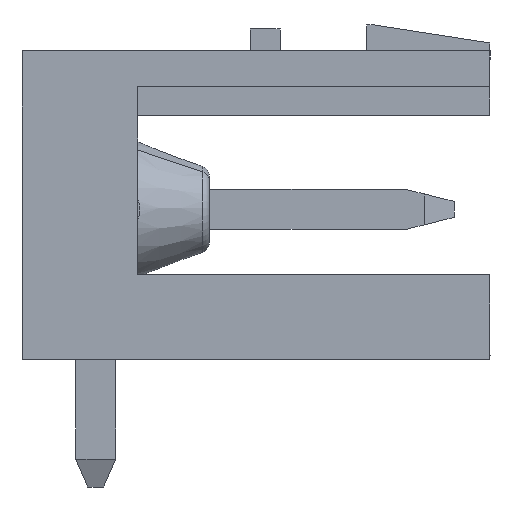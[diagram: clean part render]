
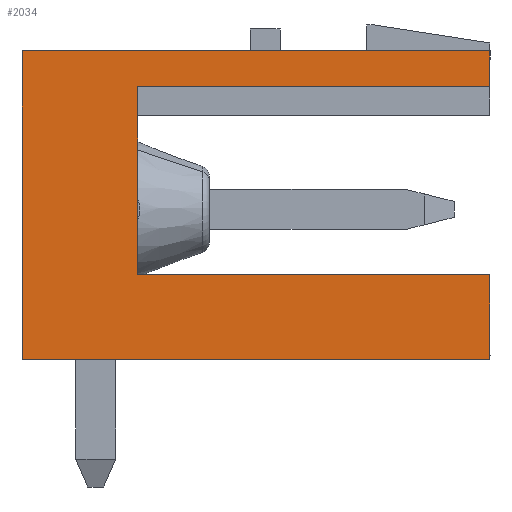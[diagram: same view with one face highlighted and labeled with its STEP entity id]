
A CAD part, left-side view. The second image highlights one B-rep face of the part: STEP entity #2034.
In plain terms, the highlighted planar face has unit normal (-1, 0, 0).
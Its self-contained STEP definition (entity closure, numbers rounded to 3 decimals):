
#1982=AXIS2_PLACEMENT_3D('Plane Axis2P3D',#1979,#1980,#1981) ;
#573=CARTESIAN_POINT('Vertex',(0.,11.75,10.95)) ;
#576=CARTESIAN_POINT('Line Origine',(0.,5.875,10.95)) ;
#580=CARTESIAN_POINT('Vertex',(0.,0.,10.95)) ;
#1963=CARTESIAN_POINT('Vertex',(0.,11.75,3.2)) ;
#1966=CARTESIAN_POINT('Line Origine',(0.,11.75,7.075)) ;
#1979=CARTESIAN_POINT('Axis2P3D Location',(0.,0.,0.)) ;
#1984=CARTESIAN_POINT('Line Origine',(0.,5.875,3.2)) ;
#1988=CARTESIAN_POINT('Vertex',(0.,0.,3.2)) ;
#1991=CARTESIAN_POINT('Line Origine',(0.,0.,4.265)) ;
#1995=CARTESIAN_POINT('Vertex',(0.,0.,5.33)) ;
#1998=CARTESIAN_POINT('Line Origine',(0.,4.425,5.33)) ;
#2002=CARTESIAN_POINT('Vertex',(0.,8.85,5.33)) ;
#2005=CARTESIAN_POINT('Line Origine',(0.,8.85,7.69)) ;
#2009=CARTESIAN_POINT('Vertex',(0.,8.85,10.05)) ;
#2012=CARTESIAN_POINT('Line Origine',(0.,4.425,10.05)) ;
#2016=CARTESIAN_POINT('Vertex',(0.,0.,10.05)) ;
#2019=CARTESIAN_POINT('Line Origine',(0.,0.,10.5)) ;
#577=DIRECTION('Vector Direction',(0.,-1.,0.)) ;
#1967=DIRECTION('Vector Direction',(0.,0.,1.)) ;
#1980=DIRECTION('Axis2P3D Direction',(-1.,0.,0.)) ;
#1981=DIRECTION('Axis2P3D XDirection',(0.,-1.,0.)) ;
#1985=DIRECTION('Vector Direction',(0.,1.,0.)) ;
#1992=DIRECTION('Vector Direction',(0.,0.,-1.)) ;
#1999=DIRECTION('Vector Direction',(0.,1.,0.)) ;
#2006=DIRECTION('Vector Direction',(0.,0.,-1.)) ;
#2013=DIRECTION('Vector Direction',(0.,1.,0.)) ;
#2020=DIRECTION('Vector Direction',(0.,0.,-1.)) ;
#578=VECTOR('Line Direction',#577,1.) ;
#1968=VECTOR('Line Direction',#1967,1.) ;
#1986=VECTOR('Line Direction',#1985,1.) ;
#1993=VECTOR('Line Direction',#1992,1.) ;
#2000=VECTOR('Line Direction',#1999,1.) ;
#2007=VECTOR('Line Direction',#2006,1.) ;
#2014=VECTOR('Line Direction',#2013,1.) ;
#2021=VECTOR('Line Direction',#2020,1.) ;
#2025=ORIENTED_EDGE('',*,*,#582,.F.) ;
#2026=ORIENTED_EDGE('',*,*,#1970,.F.) ;
#2027=ORIENTED_EDGE('',*,*,#1990,.T.) ;
#2028=ORIENTED_EDGE('',*,*,#1997,.T.) ;
#2029=ORIENTED_EDGE('',*,*,#2004,.T.) ;
#2030=ORIENTED_EDGE('',*,*,#2011,.F.) ;
#2031=ORIENTED_EDGE('',*,*,#2018,.F.) ;
#2032=ORIENTED_EDGE('',*,*,#2023,.T.) ;
#2034=ADVANCED_FACE('HOUSING',(#2033),#1983,.T.) ;
#582=EDGE_CURVE('',#574,#581,#579,.T.) ;
#1970=EDGE_CURVE('',#1964,#574,#1969,.T.) ;
#1990=EDGE_CURVE('',#1964,#1989,#1987,.F.) ;
#1997=EDGE_CURVE('',#1989,#1996,#1994,.F.) ;
#2004=EDGE_CURVE('',#1996,#2003,#2001,.T.) ;
#2011=EDGE_CURVE('',#2010,#2003,#2008,.T.) ;
#2018=EDGE_CURVE('',#2017,#2010,#2015,.T.) ;
#2023=EDGE_CURVE('',#2017,#581,#2022,.F.) ;
#2024=EDGE_LOOP('',(#2025,#2026,#2027,#2028,#2029,#2030,#2031,#2032)) ;
#2033=FACE_OUTER_BOUND('',#2024,.T.) ;
#579=LINE('Line',#576,#578) ;
#1969=LINE('Line',#1966,#1968) ;
#1987=LINE('Line',#1984,#1986) ;
#1994=LINE('Line',#1991,#1993) ;
#2001=LINE('Line',#1998,#2000) ;
#2008=LINE('Line',#2005,#2007) ;
#2015=LINE('Line',#2012,#2014) ;
#2022=LINE('Line',#2019,#2021) ;
#1983=PLANE('',#1982) ;
#574=VERTEX_POINT('',#573) ;
#581=VERTEX_POINT('',#580) ;
#1964=VERTEX_POINT('',#1963) ;
#1989=VERTEX_POINT('',#1988) ;
#1996=VERTEX_POINT('',#1995) ;
#2003=VERTEX_POINT('',#2002) ;
#2010=VERTEX_POINT('',#2009) ;
#2017=VERTEX_POINT('',#2016) ;
